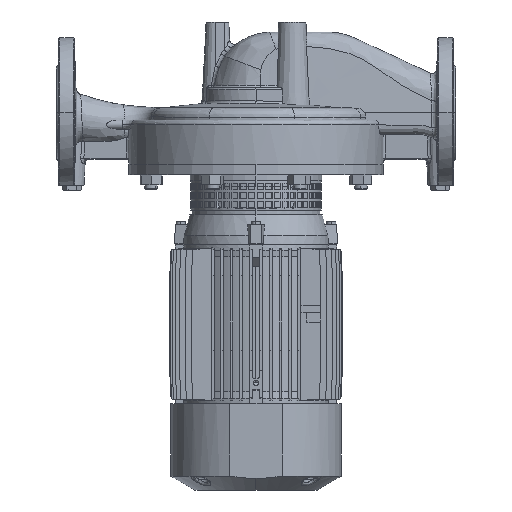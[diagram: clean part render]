
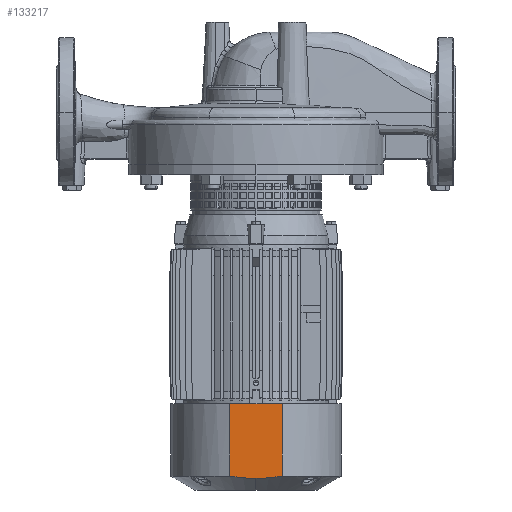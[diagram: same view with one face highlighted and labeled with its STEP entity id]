
A CAD part, front view. The second image highlights one B-rep face of the part: STEP entity #133217.
In plain terms, the highlighted planar face has unit normal (0, -1, 0).
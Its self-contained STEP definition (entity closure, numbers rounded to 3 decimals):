
#869 = EDGE_LOOP ( 'NONE', ( #95186, #66888, #25055, #141658, #67956 ) ) ;
#5951 = LINE ( 'NONE', #121132, #39827 ) ;
#8603 = EDGE_CURVE ( 'NONE', #32578, #31820, #5951, .T. ) ;
#9136 = CARTESIAN_POINT ( 'NONE',  ( -19.259, -89.5, -168.687 ) ) ;
#13501 = PLANE ( 'NONE',  #116311 ) ;
#18000 = DIRECTION ( 'NONE',  ( 0., 0., -1. ) ) ;
#21929 = CARTESIAN_POINT ( 'NONE',  ( -28.736, -89.5, -167.2 ) ) ;
#23189 = VECTOR ( 'NONE', #135129, 1000. ) ;
#25055 = ORIENTED_EDGE ( 'NONE', *, *, #104727, .F. ) ;
#29103 = B_SPLINE_CURVE_WITH_KNOTS ( 'NONE', 3,
 ( #138991, #127730, #45689, #105156, #58471, #105906 ),
 .UNSPECIFIED., .F., .F.,
 ( 4, 2, 4 ),
 ( 0.201, 0.215, 0.229 ),
 .UNSPECIFIED. ) ;
#30998 = CARTESIAN_POINT ( 'NONE',  ( -12.031, -89.5, -169.338 ) ) ;
#31262 = CARTESIAN_POINT ( 'NONE',  ( -28.736, -89.5, -87.5 ) ) ;
#31820 = VERTEX_POINT ( 'NONE', #33745 ) ;
#32156 = DIRECTION ( 'NONE',  ( 1., 0., 0. ) ) ;
#32578 = VERTEX_POINT ( 'NONE', #126699 ) ;
#32910 = LINE ( 'NONE', #100693, #39414 ) ;
#33745 = CARTESIAN_POINT ( 'NONE',  ( 28.736, -89.5, -167.2 ) ) ;
#37111 = CARTESIAN_POINT ( 'NONE',  ( 0., -89.5, -169.798 ) ) ;
#39414 = VECTOR ( 'NONE', #32156, 1000. ) ;
#39827 = VECTOR ( 'NONE', #18000, 1000. ) ;
#45689 = CARTESIAN_POINT ( 'NONE',  ( 19.202, -89.5, -168.693 ) ) ;
#45926 = CARTESIAN_POINT ( 'NONE',  ( 64.884, -89.5, -87.5 ) ) ;
#53111 = CARTESIAN_POINT ( 'NONE',  ( -28.736, -89.5, -181.5 ) ) ;
#53893 = CARTESIAN_POINT ( 'NONE',  ( -28.736, -89.5, -167.2 ) ) ;
#55077 = CARTESIAN_POINT ( 'NONE',  ( -24.02, -89.5, -168.032 ) ) ;
#58471 = CARTESIAN_POINT ( 'NONE',  ( 4.82, -89.5, -169.798 ) ) ;
#61622 = VERTEX_POINT ( 'NONE', #31262 ) ;
#61761 = EDGE_CURVE ( 'NONE', #67273, #61622, #146397, .T. ) ;
#65622 = CARTESIAN_POINT ( 'NONE',  ( -4.803, -89.5, -169.742 ) ) ;
#66888 = ORIENTED_EDGE ( 'NONE', *, *, #8603, .F. ) ;
#67273 = VERTEX_POINT ( 'NONE', #53893 ) ;
#67956 = ORIENTED_EDGE ( 'NONE', *, *, #146491, .F. ) ;
#79138 = CARTESIAN_POINT ( 'NONE',  ( -8.414, -89.5, -169.575 ) ) ;
#88199 = CARTESIAN_POINT ( 'NONE',  ( -2.4, -89.5, -169.798 ) ) ;
#92134 = VERTEX_POINT ( 'NONE', #37111 ) ;
#92578 = DIRECTION ( 'NONE',  ( 0., 0., 1. ) ) ;
#95186 = ORIENTED_EDGE ( 'NONE', *, *, #107913, .F. ) ;
#100693 = CARTESIAN_POINT ( 'NONE',  ( 64.884, -89.5, -87.5 ) ) ;
#101666 = DIRECTION ( 'NONE',  ( 0., 1., 0. ) ) ;
#104727 = EDGE_CURVE ( 'NONE', #61622, #32578, #32910, .T. ) ;
#105156 = CARTESIAN_POINT ( 'NONE',  ( 9.624, -89.5, -169.572 ) ) ;
#105906 = CARTESIAN_POINT ( 'NONE',  ( 0., -89.5, -169.798 ) ) ;
#107913 = EDGE_CURVE ( 'NONE', #31820, #92134, #29103, .T. ) ;
#116311 = AXIS2_PLACEMENT_3D ( 'NONE', #45926, #101666, #92578 ) ;
#117218 = B_SPLINE_CURVE_WITH_KNOTS ( 'NONE', 3,
 ( #136341, #88199, #65622, #79138, #125066, #30998, #146140, #9136, #55077, #21929 ),
 .UNSPECIFIED., .F., .F.,
 ( 4, 2, 2, 2, 4 ),
 ( 0.229, 0.236, 0.24, 0.243, 0.258 ),
 .UNSPECIFIED. ) ;
#121132 = CARTESIAN_POINT ( 'NONE',  ( 28.736, -89.5, -181.5 ) ) ;
#125066 = CARTESIAN_POINT ( 'NONE',  ( -9.619, -89.5, -169.505 ) ) ;
#126699 = CARTESIAN_POINT ( 'NONE',  ( 28.736, -89.5, -87.5 ) ) ;
#127730 = CARTESIAN_POINT ( 'NONE',  ( 23.976, -89.5, -168.04 ) ) ;
#133217 = ADVANCED_FACE ( 'NONE', ( #149011 ), #13501, .F. ) ;
#135129 = DIRECTION ( 'NONE',  ( 0., 0., 1. ) ) ;
#136341 = CARTESIAN_POINT ( 'NONE',  ( 0., -89.5, -169.798 ) ) ;
#138991 = CARTESIAN_POINT ( 'NONE',  ( 28.736, -89.5, -167.2 ) ) ;
#141658 = ORIENTED_EDGE ( 'NONE', *, *, #61761, .F. ) ;
#146140 = CARTESIAN_POINT ( 'NONE',  ( -13.239, -89.5, -169.241 ) ) ;
#146397 = LINE ( 'NONE', #53111, #23189 ) ;
#146491 = EDGE_CURVE ( 'NONE', #92134, #67273, #117218, .T. ) ;
#149011 = FACE_OUTER_BOUND ( 'NONE', #869, .T. ) ;
